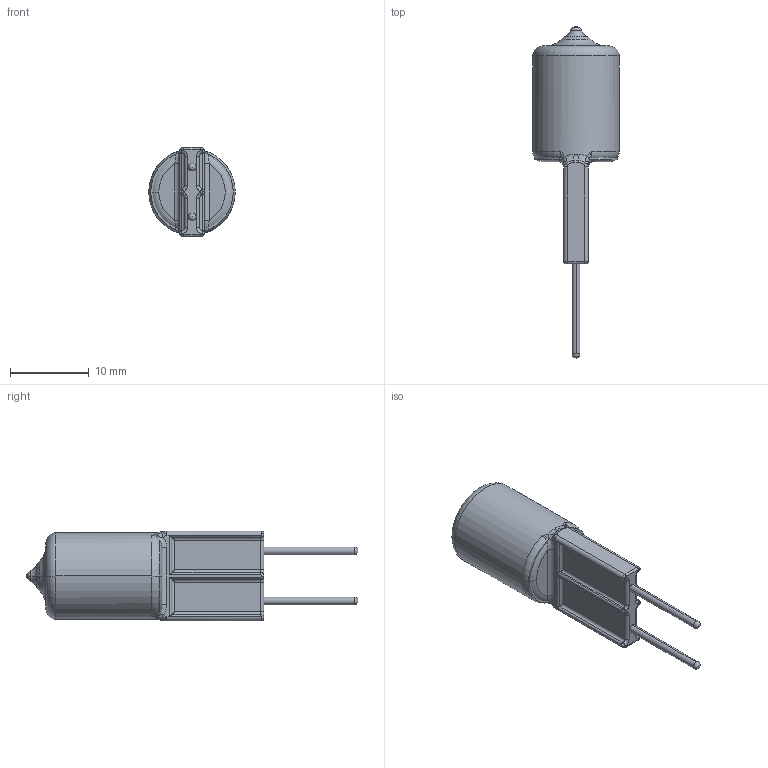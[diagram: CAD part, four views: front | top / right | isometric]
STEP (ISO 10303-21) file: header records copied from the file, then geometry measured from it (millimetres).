
FILE_DESCRIPTION(('FreeCAD Model'),'2;1');
FILE_NAME('Open CASCADE Shape Model','2024-02-23T22:51:51',('Author'),( ''),'Open CASCADE STEP processor 7.6','FreeCAD','Unknown');
FILE_SCHEMA(('AUTOMOTIVE_DESIGN { 1 0 10303 214 1 1 1 1 }'));
Length unit declared in the file: millimetre
Products named in the file (2): User Library-800 series halogen lamp-1; JCXXW12VG6.35 BULB
Assembly tree (1 placements, depth 2):
  User Library-800 series halogen lamp-1
    JCXXW12VG6.35 BULB
Bounding box: 11 x 42.27 x 11.4 mm (x, y, z)
Volume: 517.4 mm3; surface area: 1802.2 mm2
Topology: 1 solids, 2 shells, 165 faces, 386 edges, 223 vertices
Faces by surface type: cylinder 50, bspline 40, torus 31, plane 28, revolution 10, cone 4, sphere 2
Entity records: 5651 total; most frequent: CARTESIAN_POINT 2052, ORIENTED_EDGE 760, DIRECTION 690, EDGE_CURVE 380, AXIS2_PLACEMENT_3D 287, VERTEX_POINT 223, FACE_BOUND 171, EDGE_LOOP 171
